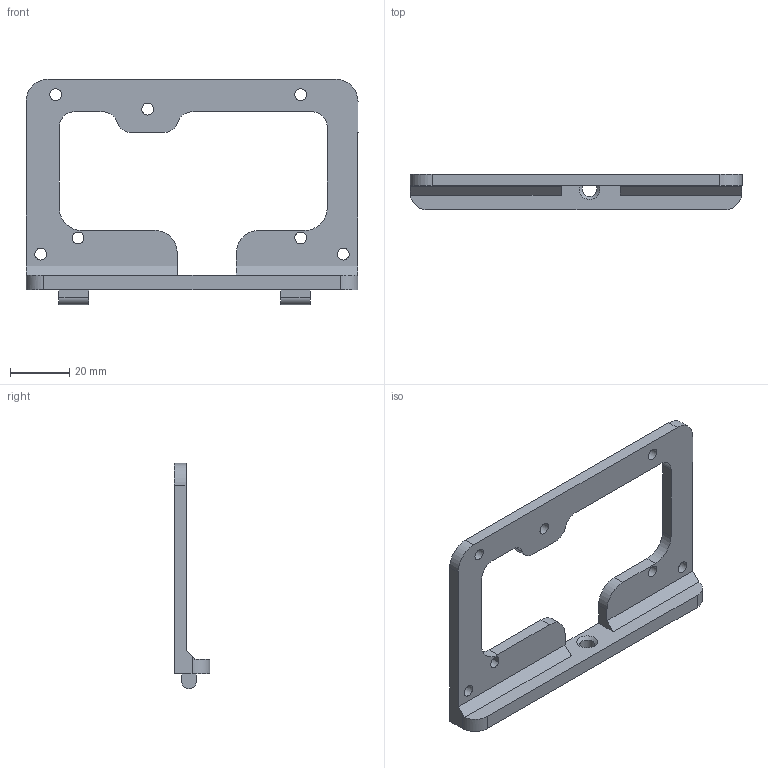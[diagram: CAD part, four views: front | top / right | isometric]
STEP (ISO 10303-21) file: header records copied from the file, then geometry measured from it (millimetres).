
FILE_DESCRIPTION(/* description */ (''),/* implementation_level */ '2;1');
FILE_NAME(/* name */ 'ATC_ARDUINO_MEGA_board_mount.step',/* time_stamp */ '2023-02-18T13:04:39+01:00',/* author */ (''),/* organization */ (''),/* preprocessor_version */ 'ST-DEVELOPER v19.2',/* originating_system */ 'Autodesk Translation Framework v11.17.0.187',/* authorisation */ '');
FILE_SCHEMA (('AUTOMOTIVE_DESIGN { 1 0 10303 214 3 1 1 }'));
Length unit declared in the file: millimetre
Products named in the file (1): x_motor_mount (1)
Bounding box: 112 x 12 x 76.09 mm (x, y, z)
Volume: 21510.4 mm3; surface area: 13036.9 mm2
Topology: 1 solids, 1 shells, 55 faces, 156 edges, 104 vertices
Faces by surface type: plane 30, cylinder 24, cone 1
Full cylindrical faces by diameter (mm): 4 x6, 5 x1
Entity records: 1878 total; most frequent: DIRECTION 320, CARTESIAN_POINT 316, ORIENTED_EDGE 312, EDGE_CURVE 156, AXIS2_PLACEMENT_3D 108, LINE 104, VECTOR 104, VERTEX_POINT 104
